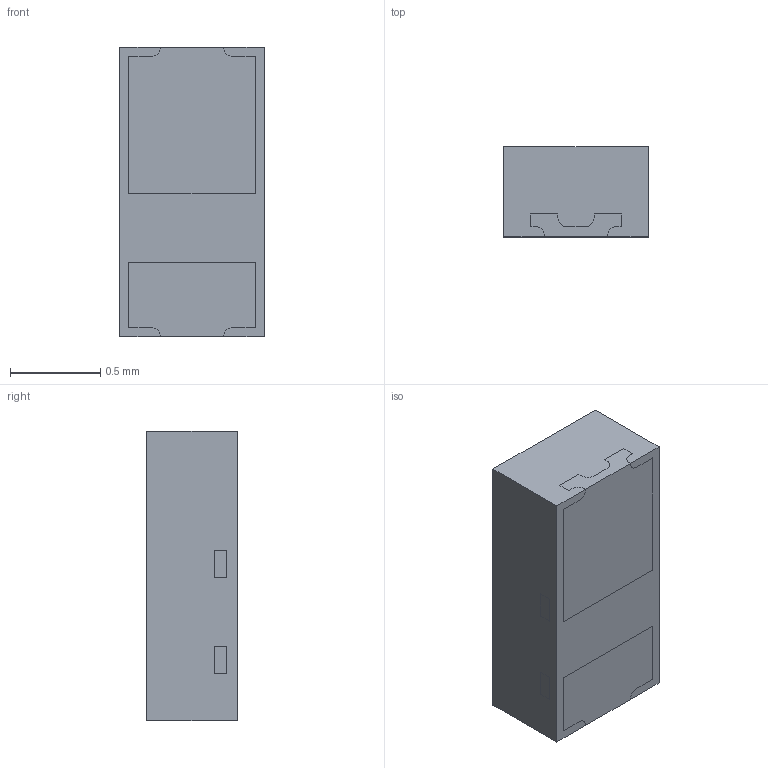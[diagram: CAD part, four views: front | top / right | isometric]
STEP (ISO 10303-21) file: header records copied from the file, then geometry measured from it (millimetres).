
FILE_DESCRIPTION(/* description */ (''),/* implementation_level */ '2;1');
FILE_NAME(/* name */ 'DFN1608-2 STP',/* time_stamp */ '2020-09-22T09:01:40+08:00',/* author */ ('Wei Wu'),/* organization */ ('Diodes'),/* preprocessor_version */ 'ST-DEVELOPER v16.7',/* originating_system */ 'DEX',/* authorisation */ $);
FILE_SCHEMA (('AUTOMOTIVE_DESIGN {1 0 10303 214 3 1 1}'));
Length unit declared in the file: millimetre
Products named in the file (3): DFN1608-2; CP; LF
Assembly tree (2 placements, depth 2):
  DFN1608-2
    CP
    LF
Bounding box: 0.8 x 0.5 x 1.6 mm (x, y, z)
Volume: 0.6 mm3; surface area: 8.7 mm2
Topology: 3 solids, 3 shells, 118 faces, 348 edges, 216 vertices
Faces by surface type: plane 54, cylinder 48, sphere 16
Entity records: 4316 total; most frequent: DIRECTION 678, CARTESIAN_POINT 669, ORIENTED_EDGE 664, EDGE_CURVE 332, LINE 228, VECTOR 228, AXIS2_PLACEMENT_3D 225, VERTEX_POINT 216
